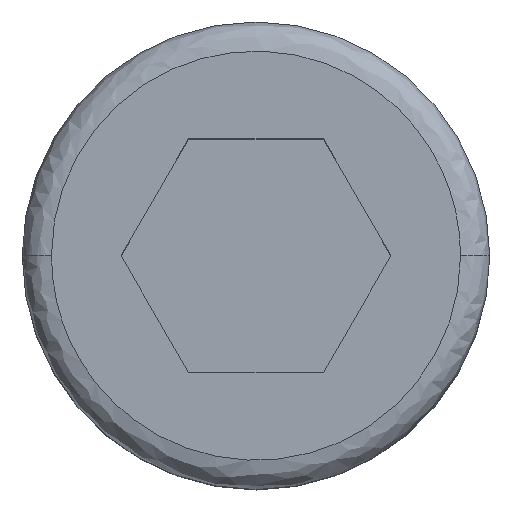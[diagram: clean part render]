
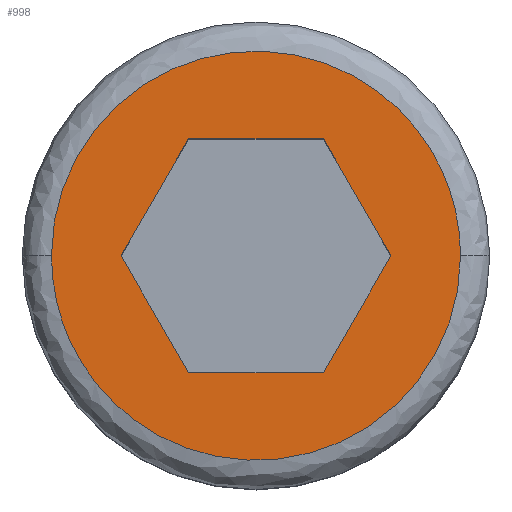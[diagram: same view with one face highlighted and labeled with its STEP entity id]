
A CAD part, top view. The second image highlights one B-rep face of the part: STEP entity #998.
In plain terms, the highlighted planar face has unit normal (0, 0, 1).
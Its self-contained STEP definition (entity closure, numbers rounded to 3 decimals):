
#30 = CARTESIAN_POINT ( 'NONE',  ( 7., 0., 10. ) ) ;
#34 = VERTEX_POINT ( 'NONE', #246 ) ;
#42 = PLANE ( 'NONE',  #104 ) ;
#50 = DIRECTION ( 'NONE',  ( -0.5, -0.866, 0. ) ) ;
#81 = VERTEX_POINT ( 'NONE', #978 ) ;
#104 = AXIS2_PLACEMENT_3D ( 'NONE', #682, #196, #270 ) ;
#110 = CARTESIAN_POINT ( 'NONE',  ( -7., 0., 10. ) ) ;
#113 = LINE ( 'NONE', #356, #395 ) ;
#119 = CARTESIAN_POINT ( 'NONE',  ( 2.309, -4., 10. ) ) ;
#144 = LINE ( 'NONE', #532, #754 ) ;
#163 = CARTESIAN_POINT ( 'NONE',  ( -2.309, -4., 10. ) ) ;
#196 = DIRECTION ( 'NONE',  ( 0., 0., 1. ) ) ;
#198 = EDGE_CURVE ( 'NONE', #422, #747, #144, .T. ) ;
#244 = CARTESIAN_POINT ( 'NONE',  ( -7., 0., 10. ) ) ;
#246 = CARTESIAN_POINT ( 'NONE',  ( -2.309, 4., 10. ) ) ;
#252 = EDGE_CURVE ( 'NONE', #81, #34, #769, .T. ) ;
#253 = CARTESIAN_POINT ( 'NONE',  ( 2.309, 4., 10. ) ) ;
#270 = DIRECTION ( 'NONE',  ( 0., -1., 0. ) ) ;
#282 = ORIENTED_EDGE ( 'NONE', *, *, #198, .T. ) ;
#287 = ORIENTED_EDGE ( 'NONE', *, *, #744, .F. ) ;
#292 = CARTESIAN_POINT ( 'NONE',  ( 7., 0., 10. ) ) ;
#307 = ORIENTED_EDGE ( 'NONE', *, *, #831, .T. ) ;
#328 = VECTOR ( 'NONE', #789, 1000. ) ;
#356 = CARTESIAN_POINT ( 'NONE',  ( 4.619, 0., 10. ) ) ;
#380 = DIRECTION ( 'NONE',  ( -0.5, 0.866, 0. ) ) ;
#395 = VECTOR ( 'NONE', #50, 1000. ) ;
#422 = VERTEX_POINT ( 'NONE', #119 ) ;
#442 = FACE_BOUND ( 'NONE', #788, .T. ) ;
#443 = CARTESIAN_POINT ( 'NONE',  ( -4.619, 0., 10. ) ) ;
#463 = EDGE_CURVE ( 'NONE', #528, #422, #113, .T. ) ;
#472 = ORIENTED_EDGE ( 'NONE', *, *, #847, .T. ) ;
#479 = CARTESIAN_POINT ( 'NONE',  ( -2.309, -4., 10. ) ) ;
#497 = LINE ( 'NONE', #1016, #499 ) ;
#498 = LINE ( 'NONE', #705, #328 ) ;
#499 = VECTOR ( 'NONE', #698, 1000. ) ;
#505 = CARTESIAN_POINT ( 'NONE',  ( 7., 14., 10. ) ) ;
#506 = ORIENTED_EDGE ( 'NONE', *, *, #463, .T. ) ;
#528 = VERTEX_POINT ( 'NONE', #798 ) ;
#532 = CARTESIAN_POINT ( 'NONE',  ( 0., -4., 10. ) ) ;
#566 = EDGE_CURVE ( 'NONE', #747, #81, #1013, .T. ) ;
#583 =( BOUNDED_CURVE ( )  B_SPLINE_CURVE ( 3, ( #110, #916, #505, #30 ),
 .UNSPECIFIED., .F., .T. ) 
 B_SPLINE_CURVE_WITH_KNOTS ( ( 4, 4 ),
 ( 0.5, 1. ),
 .UNSPECIFIED. ) 
 CURVE ( )  GEOMETRIC_REPRESENTATION_ITEM ( )  RATIONAL_B_SPLINE_CURVE ( ( 1., 0.333, 0.333, 1. ) ) 
 REPRESENTATION_ITEM ( '' )  );
#652 = FACE_OUTER_BOUND ( 'NONE', #710, .T. ) ;
#654 = ORIENTED_EDGE ( 'NONE', *, *, #1006, .F. ) ;
#663 = CARTESIAN_POINT ( 'NONE',  ( 7., 0., 10. ) ) ;
#682 = CARTESIAN_POINT ( 'NONE',  ( 0., 0., 10. ) ) ;
#687 = VERTEX_POINT ( 'NONE', #244 ) ;
#689 =( BOUNDED_CURVE ( )  B_SPLINE_CURVE ( 3, ( #292, #858, #846, #931 ),
 .UNSPECIFIED., .F., .T. ) 
 B_SPLINE_CURVE_WITH_KNOTS ( ( 4, 4 ),
 ( 0., 0.5 ),
 .UNSPECIFIED. ) 
 CURVE ( )  GEOMETRIC_REPRESENTATION_ITEM ( )  RATIONAL_B_SPLINE_CURVE ( ( 1., 0.333, 0.333, 1. ) ) 
 REPRESENTATION_ITEM ( '' )  );
#694 = VERTEX_POINT ( 'NONE', #663 ) ;
#698 = DIRECTION ( 'NONE',  ( 1., 0., 0. ) ) ;
#705 = CARTESIAN_POINT ( 'NONE',  ( 2.309, 4., 10. ) ) ;
#710 = EDGE_LOOP ( 'NONE', ( #287, #654 ) ) ;
#744 = EDGE_CURVE ( 'NONE', #694, #687, #689, .T. ) ;
#747 = VERTEX_POINT ( 'NONE', #479 ) ;
#754 = VECTOR ( 'NONE', #994, 1000. ) ;
#769 = LINE ( 'NONE', #443, #784 ) ;
#777 = DIRECTION ( 'NONE',  ( 0.5, 0.866, 0. ) ) ;
#784 = VECTOR ( 'NONE', #777, 1000. ) ;
#788 = EDGE_LOOP ( 'NONE', ( #852, #472, #307, #506, #282, #999 ) ) ;
#789 = DIRECTION ( 'NONE',  ( 0.5, -0.866, 0. ) ) ;
#798 = CARTESIAN_POINT ( 'NONE',  ( 4.619, 0., 10. ) ) ;
#804 = VECTOR ( 'NONE', #380, 1000. ) ;
#831 = EDGE_CURVE ( 'NONE', #963, #528, #498, .T. ) ;
#846 = CARTESIAN_POINT ( 'NONE',  ( -7., -14., 10. ) ) ;
#847 = EDGE_CURVE ( 'NONE', #34, #963, #497, .T. ) ;
#852 = ORIENTED_EDGE ( 'NONE', *, *, #252, .T. ) ;
#858 = CARTESIAN_POINT ( 'NONE',  ( 7., -14., 10. ) ) ;
#916 = CARTESIAN_POINT ( 'NONE',  ( -7., 14., 10. ) ) ;
#931 = CARTESIAN_POINT ( 'NONE',  ( -7., 0., 10. ) ) ;
#963 = VERTEX_POINT ( 'NONE', #253 ) ;
#978 = CARTESIAN_POINT ( 'NONE',  ( -4.619, 0., 10. ) ) ;
#994 = DIRECTION ( 'NONE',  ( -1., 0., 0. ) ) ;
#998 = ADVANCED_FACE ( 'NONE', ( #652, #442 ), #42, .T. ) ;
#999 = ORIENTED_EDGE ( 'NONE', *, *, #566, .T. ) ;
#1006 = EDGE_CURVE ( 'NONE', #687, #694, #583, .T. ) ;
#1013 = LINE ( 'NONE', #163, #804 ) ;
#1016 = CARTESIAN_POINT ( 'NONE',  ( 0., 4., 10. ) ) ;
